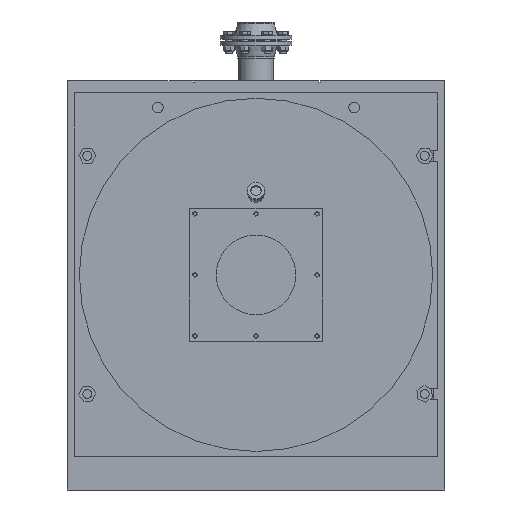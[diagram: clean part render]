
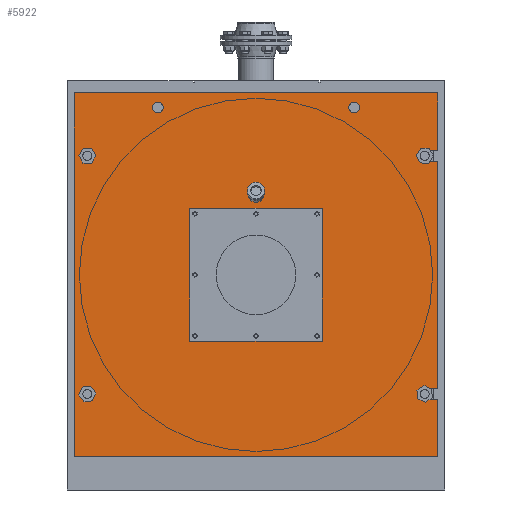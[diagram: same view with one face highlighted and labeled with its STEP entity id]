
A CAD part, front view. The second image highlights one B-rep face of the part: STEP entity #5922.
In plain terms, the highlighted face is planar.
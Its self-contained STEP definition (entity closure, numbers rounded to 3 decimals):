
#311=ELLIPSE('',#6547,29.505,28.5);
#312=ELLIPSE('',#6548,29.505,28.5);
#384=FACE_BOUND('',#1231,.T.);
#385=FACE_BOUND('',#1232,.T.);
#386=FACE_BOUND('',#1233,.T.);
#387=FACE_BOUND('',#1234,.T.);
#388=FACE_BOUND('',#1235,.T.);
#389=FACE_BOUND('',#1236,.T.);
#544=PLANE('',#6544);
#819=FACE_OUTER_BOUND('',#1230,.T.);
#1230=EDGE_LOOP('',(#4727,#4728,#4729,#4730,#4731,#4732,#4733,#4734,#4735,
#4736,#4737,#4738));
#1231=EDGE_LOOP('',(#4739,#4740,#4741));
#1232=EDGE_LOOP('',(#4742,#4743,#4744,#4745));
#1233=EDGE_LOOP('',(#4746));
#1234=EDGE_LOOP('',(#4747));
#1235=EDGE_LOOP('',(#4748));
#1236=EDGE_LOOP('',(#4749));
#1591=CIRCLE('',#6545,20.);
#1592=CIRCLE('',#6546,20.);
#1593=CIRCLE('',#6549,20.);
#1594=CIRCLE('',#6550,20.);
#1595=CIRCLE('',#6551,20.);
#1596=CIRCLE('',#6552,20.);
#1925=LINE('',#9507,#2432);
#1930=LINE('',#9518,#2437);
#1934=LINE('',#9525,#2441);
#1937=LINE('',#9531,#2444);
#2021=LINE('',#9721,#2528);
#2024=LINE('',#9726,#2531);
#2026=LINE('',#9730,#2533);
#2028=LINE('',#9733,#2535);
#2039=LINE('',#9779,#2546);
#2040=LINE('',#9783,#2547);
#2041=LINE('',#9784,#2548);
#2042=LINE('',#9786,#2549);
#2043=LINE('',#9788,#2550);
#2044=LINE('',#9791,#2551);
#2045=LINE('',#9797,#2552);
#2432=VECTOR('',#7464,10.);
#2437=VECTOR('',#7471,10.);
#2441=VECTOR('',#7477,10.);
#2444=VECTOR('',#7482,10.);
#2528=VECTOR('',#7608,10.);
#2531=VECTOR('',#7613,10.);
#2533=VECTOR('',#7617,10.);
#2535=VECTOR('',#7621,10.);
#2546=VECTOR('',#7672,10.);
#2547=VECTOR('',#7675,10.);
#2548=VECTOR('',#7676,10.);
#2549=VECTOR('',#7677,10.);
#2550=VECTOR('',#7678,10.);
#2551=VECTOR('',#7681,10.);
#2552=VECTOR('',#7686,10.);
#2919=VERTEX_POINT('',#9504);
#2920=VERTEX_POINT('',#9506);
#2924=VERTEX_POINT('',#9515);
#2925=VERTEX_POINT('',#9517);
#2927=VERTEX_POINT('',#9523);
#2929=VERTEX_POINT('',#9529);
#3013=VERTEX_POINT('',#9719);
#3014=VERTEX_POINT('',#9720);
#3015=VERTEX_POINT('',#9725);
#3016=VERTEX_POINT('',#9729);
#3031=VERTEX_POINT('',#9778);
#3032=VERTEX_POINT('',#9780);
#3033=VERTEX_POINT('',#9782);
#3034=VERTEX_POINT('',#9785);
#3035=VERTEX_POINT('',#9787);
#3036=VERTEX_POINT('',#9789);
#3037=VERTEX_POINT('',#9792);
#3038=VERTEX_POINT('',#9793);
#3039=VERTEX_POINT('',#9795);
#3040=VERTEX_POINT('',#9798);
#3041=VERTEX_POINT('',#9800);
#3042=VERTEX_POINT('',#9802);
#3043=VERTEX_POINT('',#9804);
#3519=EDGE_CURVE('',#2920,#2919,#1925,.T.);
#3524=EDGE_CURVE('',#2925,#2924,#1930,.T.);
#3528=EDGE_CURVE('',#2924,#2927,#1934,.T.);
#3531=EDGE_CURVE('',#2927,#2929,#1937,.T.);
#3622=EDGE_CURVE('',#3013,#3014,#2021,.T.);
#3625=EDGE_CURVE('',#3015,#3013,#2024,.T.);
#3627=EDGE_CURVE('',#3016,#3015,#2026,.T.);
#3629=EDGE_CURVE('',#3014,#3016,#2028,.T.);
#3650=EDGE_CURVE('',#2919,#3031,#2039,.T.);
#3651=EDGE_CURVE('',#3031,#3032,#1591,.T.);
#3652=EDGE_CURVE('',#3032,#3033,#2040,.T.);
#3653=EDGE_CURVE('',#3033,#2925,#2041,.T.);
#3654=EDGE_CURVE('',#2929,#3034,#2042,.T.);
#3655=EDGE_CURVE('',#3034,#3035,#2043,.T.);
#3656=EDGE_CURVE('',#3035,#3036,#1592,.T.);
#3657=EDGE_CURVE('',#3036,#2920,#2044,.T.);
#3658=EDGE_CURVE('',#3037,#3038,#311,.T.);
#3659=EDGE_CURVE('',#3038,#3039,#312,.T.);
#3660=EDGE_CURVE('',#3039,#3037,#2045,.T.);
#3661=EDGE_CURVE('',#3040,#3040,#1593,.T.);
#3662=EDGE_CURVE('',#3041,#3041,#1594,.T.);
#3663=EDGE_CURVE('',#3042,#3042,#1595,.T.);
#3664=EDGE_CURVE('',#3043,#3043,#1596,.T.);
#4727=ORIENTED_EDGE('',*,*,#3650,.T.);
#4728=ORIENTED_EDGE('',*,*,#3651,.T.);
#4729=ORIENTED_EDGE('',*,*,#3652,.T.);
#4730=ORIENTED_EDGE('',*,*,#3653,.T.);
#4731=ORIENTED_EDGE('',*,*,#3524,.T.);
#4732=ORIENTED_EDGE('',*,*,#3528,.T.);
#4733=ORIENTED_EDGE('',*,*,#3531,.T.);
#4734=ORIENTED_EDGE('',*,*,#3654,.T.);
#4735=ORIENTED_EDGE('',*,*,#3655,.T.);
#4736=ORIENTED_EDGE('',*,*,#3656,.T.);
#4737=ORIENTED_EDGE('',*,*,#3657,.T.);
#4738=ORIENTED_EDGE('',*,*,#3519,.T.);
#4739=ORIENTED_EDGE('',*,*,#3658,.T.);
#4740=ORIENTED_EDGE('',*,*,#3659,.T.);
#4741=ORIENTED_EDGE('',*,*,#3660,.T.);
#4742=ORIENTED_EDGE('',*,*,#3629,.T.);
#4743=ORIENTED_EDGE('',*,*,#3627,.T.);
#4744=ORIENTED_EDGE('',*,*,#3625,.T.);
#4745=ORIENTED_EDGE('',*,*,#3622,.T.);
#4746=ORIENTED_EDGE('',*,*,#3661,.T.);
#4747=ORIENTED_EDGE('',*,*,#3662,.T.);
#4748=ORIENTED_EDGE('',*,*,#3663,.T.);
#4749=ORIENTED_EDGE('',*,*,#3664,.T.);
#5922=ADVANCED_FACE('',(#819,#384,#385,#386,#387,#388,#389),#544,.T.);
#6544=AXIS2_PLACEMENT_3D('',#9777,#7670,#7671);
#6545=AXIS2_PLACEMENT_3D('',#9781,#7673,#7674);
#6546=AXIS2_PLACEMENT_3D('',#9790,#7679,#7680);
#6547=AXIS2_PLACEMENT_3D('',#9794,#7682,#7683);
#6548=AXIS2_PLACEMENT_3D('',#9796,#7684,#7685);
#6549=AXIS2_PLACEMENT_3D('',#9799,#7687,#7688);
#6550=AXIS2_PLACEMENT_3D('',#9801,#7689,#7690);
#6551=AXIS2_PLACEMENT_3D('',#9803,#7691,#7692);
#6552=AXIS2_PLACEMENT_3D('',#9805,#7693,#7694);
#7464=DIRECTION('',(0.,1.,0.));
#7471=DIRECTION('',(-1.,0.,0.));
#7477=DIRECTION('',(0.,-1.,0.));
#7482=DIRECTION('',(1.,0.,0.));
#7608=DIRECTION('',(1.,0.,0.));
#7613=DIRECTION('',(0.,1.,0.));
#7617=DIRECTION('',(-1.,0.,0.));
#7621=DIRECTION('',(0.,-1.,0.));
#7670=DIRECTION('center_axis',(0.,0.,1.));
#7671=DIRECTION('ref_axis',(1.,0.,0.));
#7672=DIRECTION('',(-1.,0.,0.));
#7673=DIRECTION('center_axis',(0.,0.,-1.));
#7674=DIRECTION('ref_axis',(0.,1.,0.));
#7675=DIRECTION('',(1.,0.,0.));
#7676=DIRECTION('',(0.,1.,0.));
#7677=DIRECTION('',(0.,1.,0.));
#7678=DIRECTION('',(-1.,0.,0.));
#7679=DIRECTION('center_axis',(0.,0.,-1.));
#7680=DIRECTION('ref_axis',(0.,1.,0.));
#7681=DIRECTION('',(1.,0.,0.));
#7682=DIRECTION('center_axis',(0.,0.,-1.));
#7683=DIRECTION('ref_axis',(0.,-1.,0.));
#7684=DIRECTION('center_axis',(0.,0.,-1.));
#7685=DIRECTION('ref_axis',(0.,-1.,0.));
#7686=DIRECTION('',(-1.,0.,0.));
#7687=DIRECTION('center_axis',(0.,0.,-1.));
#7688=DIRECTION('ref_axis',(1.,0.,0.));
#7689=DIRECTION('center_axis',(0.,0.,-1.));
#7690=DIRECTION('ref_axis',(1.,0.,0.));
#7691=DIRECTION('center_axis',(0.,0.,-1.));
#7692=DIRECTION('ref_axis',(1.,0.,0.));
#7693=DIRECTION('center_axis',(0.,0.,-1.));
#7694=DIRECTION('ref_axis',(1.,0.,0.));
#9504=CARTESIAN_POINT('',(-25.,1238.333,224.1));
#9506=CARTESIAN_POINT('',(-25.,381.667,224.1));
#9507=CARTESIAN_POINT('',(-25.,125.,224.1));
#9515=CARTESIAN_POINT('',(-1395.,1495.,224.1));
#9517=CARTESIAN_POINT('',(-25.,1495.,224.1));
#9518=CARTESIAN_POINT('',(-25.,1495.,224.1));
#9523=CARTESIAN_POINT('',(-1395.,125.,224.1));
#9525=CARTESIAN_POINT('',(-1395.,1495.,224.1));
#9529=CARTESIAN_POINT('',(-25.,125.,224.1));
#9531=CARTESIAN_POINT('',(-1395.,125.,224.1));
#9719=CARTESIAN_POINT('',(-960.,1060.,224.1));
#9720=CARTESIAN_POINT('',(-460.,1060.,224.1));
#9721=CARTESIAN_POINT('',(-585.,1060.,224.1));
#9725=CARTESIAN_POINT('',(-960.,560.,224.1));
#9726=CARTESIAN_POINT('',(-960.,935.,224.1));
#9729=CARTESIAN_POINT('',(-460.,560.,224.1));
#9730=CARTESIAN_POINT('',(-835.,560.,224.1));
#9733=CARTESIAN_POINT('',(-460.,685.,224.1));
#9777=CARTESIAN_POINT('Origin',(-710.,810.,224.1));
#9778=CARTESIAN_POINT('',(-75.,1238.333,224.1));
#9779=CARTESIAN_POINT('',(-367.5,1238.333,224.1));
#9780=CARTESIAN_POINT('',(-75.,1278.333,224.1));
#9781=CARTESIAN_POINT('Origin',(-75.,1258.333,224.1));
#9782=CARTESIAN_POINT('',(-25.,1278.333,224.1));
#9783=CARTESIAN_POINT('',(-392.5,1278.333,224.1));
#9784=CARTESIAN_POINT('',(-25.,125.,224.1));
#9785=CARTESIAN_POINT('',(-25.,341.667,224.1));
#9786=CARTESIAN_POINT('',(-25.,125.,224.1));
#9787=CARTESIAN_POINT('',(-75.,341.667,224.1));
#9788=CARTESIAN_POINT('',(-367.5,341.667,224.1));
#9789=CARTESIAN_POINT('',(-75.,381.667,224.1));
#9790=CARTESIAN_POINT('Origin',(-75.,361.667,224.1));
#9791=CARTESIAN_POINT('',(-392.5,381.667,224.1));
#9792=CARTESIAN_POINT('',(-734.852,1097.321,224.1));
#9793=CARTESIAN_POINT('',(-681.5,1111.764,224.1));
#9794=CARTESIAN_POINT('Origin',(-710.,1111.764,224.1));
#9795=CARTESIAN_POINT('',(-685.148,1097.321,224.1));
#9796=CARTESIAN_POINT('Origin',(-710.,1111.764,224.1));
#9797=CARTESIAN_POINT('',(-710.,1097.321,224.1));
#9798=CARTESIAN_POINT('',(-1099.444,1440.,224.1));
#9799=CARTESIAN_POINT('Origin',(-1079.444,1440.,224.1));
#9800=CARTESIAN_POINT('',(-1365.,1258.333,224.1));
#9801=CARTESIAN_POINT('Origin',(-1345.,1258.333,224.1));
#9802=CARTESIAN_POINT('',(-360.556,1440.,224.1));
#9803=CARTESIAN_POINT('Origin',(-340.556,1440.,224.1));
#9804=CARTESIAN_POINT('',(-1365.,361.667,224.1));
#9805=CARTESIAN_POINT('Origin',(-1345.,361.667,224.1));
